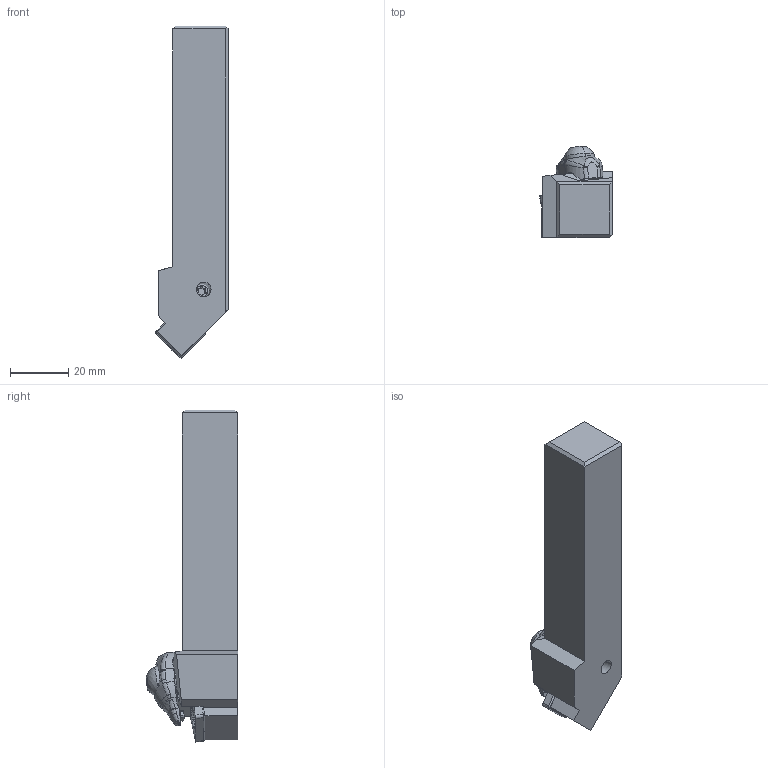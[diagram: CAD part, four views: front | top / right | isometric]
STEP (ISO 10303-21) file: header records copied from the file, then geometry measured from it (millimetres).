
FILE_DESCRIPTION(/* description */ (''),/* implementation_level */ '2;1');
FILE_NAME(/* name */ 'DSSNR-124.stp',/* time_stamp */ '2021-12-22T09:39:18+09:00',/* author */ (''),/* organization */ (''),/* preprocessor_version */ 'ST-DEVELOPER v16',/* originating_system */ 'SIEMENS PLM Software NX 10.0',/* authorisation */ '');
FILE_SCHEMA (('AUTOMOTIVE_DESIGN { 1 0 10303 214 3 1 1 1 }'));
Length unit declared in the file: millimetre
Products named in the file (1): DSSNR-124_ASM
Bounding box: 24.9 x 31.39 x 113.8 mm (x, y, z)
Volume: 41829.5 mm3; surface area: 12396.1 mm2
Topology: 6 solids, 6 shells, 253 faces, 683 edges, 442 vertices
Faces by surface type: cylinder 88, plane 68, bspline 61, cone 17, torus 15, sphere 4
Entity records: 11555 total; most frequent: CARTESIAN_POINT 5355, ORIENTED_EDGE 1350, DIRECTION 1179, EDGE_CURVE 675, AXIS2_PLACEMENT_3D 473, VERTEX_POINT 439, EDGE_LOOP 266, ADVANCED_FACE 253
